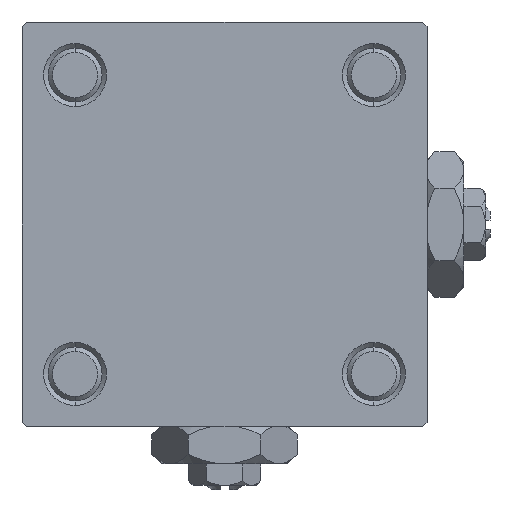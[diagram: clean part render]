
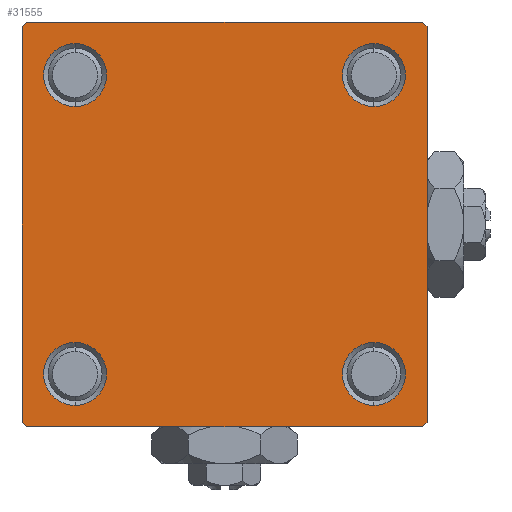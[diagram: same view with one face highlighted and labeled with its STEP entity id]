
A CAD part, left-side view. The second image highlights one B-rep face of the part: STEP entity #31555.
In plain terms, the highlighted planar face has unit normal (-1, 0, 0).
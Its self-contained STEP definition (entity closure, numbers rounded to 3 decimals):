
#48 = VERTEX_POINT ( 'NONE', #31589 ) ;
#329 = CIRCLE ( 'NONE', #37927, 3.5 ) ;
#345 = EDGE_LOOP ( 'NONE', ( #6614, #18483, #50136, #22654, #4804, #2659, #25973, #26604 ) ) ;
#639 = DIRECTION ( 'NONE',  ( 0., 0., 1. ) ) ;
#747 = CARTESIAN_POINT ( 'NONE',  ( 0., 22.5, -22. ) ) ;
#2349 = FACE_BOUND ( 'NONE', #16014, .T. ) ;
#2525 = CARTESIAN_POINT ( 'NONE',  ( 0., 22.5, -22.5 ) ) ;
#2659 = ORIENTED_EDGE ( 'NONE', *, *, #24882, .T. ) ;
#2784 = DIRECTION ( 'NONE',  ( 0., -1., 0. ) ) ;
#2878 = LINE ( 'NONE', #19118, #30667 ) ;
#3365 = CARTESIAN_POINT ( 'NONE',  ( 0., 16.6, -16.6 ) ) ;
#3543 = CARTESIAN_POINT ( 'NONE',  ( 0., -22., -22.5 ) ) ;
#4804 = ORIENTED_EDGE ( 'NONE', *, *, #20029, .F. ) ;
#5269 = EDGE_CURVE ( 'NONE', #21269, #7103, #46197, .T. ) ;
#5466 = DIRECTION ( 'NONE',  ( 1., 0., 0. ) ) ;
#5937 = VERTEX_POINT ( 'NONE', #30499 ) ;
#6202 = DIRECTION ( 'NONE',  ( 1., 0., 0. ) ) ;
#6392 = VERTEX_POINT ( 'NONE', #747 ) ;
#6537 = CARTESIAN_POINT ( 'NONE',  ( 0., 0., 0. ) ) ;
#6614 = ORIENTED_EDGE ( 'NONE', *, *, #37380, .T. ) ;
#6637 = CARTESIAN_POINT ( 'NONE',  ( 0., 22., -22.5 ) ) ;
#6769 = EDGE_LOOP ( 'NONE', ( #18563, #35430 ) ) ;
#7049 = DIRECTION ( 'NONE',  ( 1., 0., 0. ) ) ;
#7103 = VERTEX_POINT ( 'NONE', #26522 ) ;
#7563 = LINE ( 'NONE', #19614, #37196 ) ;
#7665 = EDGE_CURVE ( 'NONE', #15213, #12580, #30256, .T. ) ;
#7958 = CARTESIAN_POINT ( 'NONE',  ( 0., 16.6, 13.1 ) ) ;
#8846 = CIRCLE ( 'NONE', #15548, 3.5 ) ;
#9015 = DIRECTION ( 'NONE',  ( 1., 0., 0. ) ) ;
#9730 = CIRCLE ( 'NONE', #21427, 3.5 ) ;
#10166 = DIRECTION ( 'NONE',  ( 0., 0., 1. ) ) ;
#12033 = CIRCLE ( 'NONE', #30528, 3.5 ) ;
#12201 = CARTESIAN_POINT ( 'NONE',  ( 0., -16.6, -20.1 ) ) ;
#12580 = VERTEX_POINT ( 'NONE', #22418 ) ;
#12664 = LINE ( 'NONE', #20522, #14506 ) ;
#12703 = EDGE_CURVE ( 'NONE', #47293, #47895, #19266, .T. ) ;
#13185 = ORIENTED_EDGE ( 'NONE', *, *, #23788, .T. ) ;
#13859 = ORIENTED_EDGE ( 'NONE', *, *, #27900, .T. ) ;
#13887 = DIRECTION ( 'NONE',  ( -1., 0., 0. ) ) ;
#14261 = VERTEX_POINT ( 'NONE', #31841 ) ;
#14506 = VECTOR ( 'NONE', #33064, 1000. ) ;
#14795 = ORIENTED_EDGE ( 'NONE', *, *, #7665, .T. ) ;
#15213 = VERTEX_POINT ( 'NONE', #7958 ) ;
#15548 = AXIS2_PLACEMENT_3D ( 'NONE', #34736, #6202, #18267 ) ;
#15827 = EDGE_CURVE ( 'NONE', #47293, #5937, #7563, .T. ) ;
#16014 = EDGE_LOOP ( 'NONE', ( #22576, #14795 ) ) ;
#16329 = VECTOR ( 'NONE', #2784, 1000. ) ;
#16507 = LINE ( 'NONE', #24603, #43692 ) ;
#16721 = EDGE_CURVE ( 'NONE', #39642, #23939, #50458, .T. ) ;
#17273 = CARTESIAN_POINT ( 'NONE',  ( 0., -16.6, -16.6 ) ) ;
#17536 = CARTESIAN_POINT ( 'NONE',  ( 0., 16.6, -20.1 ) ) ;
#18267 = DIRECTION ( 'NONE',  ( 0., 0., 1. ) ) ;
#18430 = EDGE_CURVE ( 'NONE', #7103, #21269, #9730, .T. ) ;
#18483 = ORIENTED_EDGE ( 'NONE', *, *, #27240, .T. ) ;
#18563 = ORIENTED_EDGE ( 'NONE', *, *, #18430, .T. ) ;
#18881 = CARTESIAN_POINT ( 'NONE',  ( 0., -16.6, 13.1 ) ) ;
#19118 = CARTESIAN_POINT ( 'NONE',  ( 0., -22.25, -22.25 ) ) ;
#19266 = LINE ( 'NONE', #38643, #31261 ) ;
#19493 = EDGE_CURVE ( 'NONE', #23939, #22440, #2878, .T. ) ;
#19614 = CARTESIAN_POINT ( 'NONE',  ( 0., 22.5, 22.5 ) ) ;
#20029 = EDGE_CURVE ( 'NONE', #48, #22440, #38378, .T. ) ;
#20042 = CARTESIAN_POINT ( 'NONE',  ( 0., 16.6, 16.6 ) ) ;
#20522 = CARTESIAN_POINT ( 'NONE',  ( 0., 22.25, -22.25 ) ) ;
#20947 = DIRECTION ( 'NONE',  ( 0., 0., 1. ) ) ;
#20969 = DIRECTION ( 'NONE',  ( 0., 0., 1. ) ) ;
#21269 = VERTEX_POINT ( 'NONE', #18881 ) ;
#21427 = AXIS2_PLACEMENT_3D ( 'NONE', #30063, #46052, #10166 ) ;
#21512 = EDGE_CURVE ( 'NONE', #12580, #15213, #33087, .T. ) ;
#21555 = DIRECTION ( 'NONE',  ( 0., 0., -1. ) ) ;
#22418 = CARTESIAN_POINT ( 'NONE',  ( 0., 16.6, 20.1 ) ) ;
#22440 = VERTEX_POINT ( 'NONE', #47211 ) ;
#22576 = ORIENTED_EDGE ( 'NONE', *, *, #21512, .T. ) ;
#22654 = ORIENTED_EDGE ( 'NONE', *, *, #19493, .T. ) ;
#23788 = EDGE_CURVE ( 'NONE', #23910, #46565, #35668, .T. ) ;
#23895 = AXIS2_PLACEMENT_3D ( 'NONE', #40854, #40593, #37430 ) ;
#23910 = VERTEX_POINT ( 'NONE', #12201 ) ;
#23939 = VERTEX_POINT ( 'NONE', #3543 ) ;
#24603 = CARTESIAN_POINT ( 'NONE',  ( 0., -22.25, 22.25 ) ) ;
#24694 = ORIENTED_EDGE ( 'NONE', *, *, #37269, .T. ) ;
#24882 = EDGE_CURVE ( 'NONE', #48, #5937, #16507, .T. ) ;
#25973 = ORIENTED_EDGE ( 'NONE', *, *, #15827, .F. ) ;
#26180 = FACE_BOUND ( 'NONE', #39892, .T. ) ;
#26473 = AXIS2_PLACEMENT_3D ( 'NONE', #17273, #5466, #20947 ) ;
#26522 = CARTESIAN_POINT ( 'NONE',  ( 0., -16.6, 20.1 ) ) ;
#26604 = ORIENTED_EDGE ( 'NONE', *, *, #12703, .T. ) ;
#27240 = EDGE_CURVE ( 'NONE', #6392, #39642, #12664, .T. ) ;
#27560 = CARTESIAN_POINT ( 'NONE',  ( 0., 22., 22.5 ) ) ;
#27900 = EDGE_CURVE ( 'NONE', #46565, #23910, #329, .T. ) ;
#28819 = CARTESIAN_POINT ( 'NONE',  ( 0., -16.6, -16.6 ) ) ;
#29746 = EDGE_LOOP ( 'NONE', ( #24694, #40204 ) ) ;
#30063 = CARTESIAN_POINT ( 'NONE',  ( 0., -16.6, 16.6 ) ) ;
#30110 = DIRECTION ( 'NONE',  ( 0., 0., 1. ) ) ;
#30256 = CIRCLE ( 'NONE', #34394, 3.5 ) ;
#30499 = CARTESIAN_POINT ( 'NONE',  ( 0., -22., 22.5 ) ) ;
#30528 = AXIS2_PLACEMENT_3D ( 'NONE', #3365, #43437, #51574 ) ;
#30633 = CARTESIAN_POINT ( 'NONE',  ( 0., -16.6, 16.6 ) ) ;
#30667 = VECTOR ( 'NONE', #51076, 1000. ) ;
#30833 = CARTESIAN_POINT ( 'NONE',  ( 0., -16.6, -13.1 ) ) ;
#30888 = EDGE_CURVE ( 'NONE', #40154, #14261, #12033, .T. ) ;
#31261 = VECTOR ( 'NONE', #35229, 1000. ) ;
#31555 = ADVANCED_FACE ( 'NONE', ( #34284, #26180, #38479, #2349, #38227 ), #41636, .T. ) ;
#31589 = CARTESIAN_POINT ( 'NONE',  ( 0., -22.5, 22. ) ) ;
#31841 = CARTESIAN_POINT ( 'NONE',  ( 0., 16.6, -13.1 ) ) ;
#33064 = DIRECTION ( 'NONE',  ( 0., -0.707, -0.707 ) ) ;
#33087 = CIRCLE ( 'NONE', #23895, 3.5 ) ;
#34188 = DIRECTION ( 'NONE',  ( 0., 0., -1. ) ) ;
#34284 = FACE_BOUND ( 'NONE', #6769, .T. ) ;
#34394 = AXIS2_PLACEMENT_3D ( 'NONE', #20042, #9015, #639 ) ;
#34736 = CARTESIAN_POINT ( 'NONE',  ( 0., 16.6, -16.6 ) ) ;
#34840 = VECTOR ( 'NONE', #34188, 1000. ) ;
#35229 = DIRECTION ( 'NONE',  ( 0., 0.707, -0.707 ) ) ;
#35430 = ORIENTED_EDGE ( 'NONE', *, *, #5269, .T. ) ;
#35584 = DIRECTION ( 'NONE',  ( 0., -1., 0. ) ) ;
#35668 = CIRCLE ( 'NONE', #26473, 3.5 ) ;
#36394 = DIRECTION ( 'NONE',  ( 0., 0.707, 0.707 ) ) ;
#37196 = VECTOR ( 'NONE', #35584, 1000. ) ;
#37269 = EDGE_CURVE ( 'NONE', #14261, #40154, #8846, .T. ) ;
#37380 = EDGE_CURVE ( 'NONE', #47895, #6392, #38031, .T. ) ;
#37430 = DIRECTION ( 'NONE',  ( 0., 0., 1. ) ) ;
#37927 = AXIS2_PLACEMENT_3D ( 'NONE', #28819, #44801, #20969 ) ;
#38031 = LINE ( 'NONE', #45649, #49004 ) ;
#38227 = FACE_OUTER_BOUND ( 'NONE', #345, .T. ) ;
#38378 = LINE ( 'NONE', #50435, #34840 ) ;
#38479 = FACE_BOUND ( 'NONE', #29746, .T. ) ;
#38643 = CARTESIAN_POINT ( 'NONE',  ( 0., 22.25, 22.25 ) ) ;
#39642 = VERTEX_POINT ( 'NONE', #6637 ) ;
#39892 = EDGE_LOOP ( 'NONE', ( #13859, #13185 ) ) ;
#40154 = VERTEX_POINT ( 'NONE', #17536 ) ;
#40204 = ORIENTED_EDGE ( 'NONE', *, *, #30888, .T. ) ;
#40593 = DIRECTION ( 'NONE',  ( 1., 0., 0. ) ) ;
#40854 = CARTESIAN_POINT ( 'NONE',  ( 0., 16.6, 16.6 ) ) ;
#41636 = PLANE ( 'NONE',  #44736 ) ;
#41896 = DIRECTION ( 'NONE',  ( 0., 0., 1. ) ) ;
#43437 = DIRECTION ( 'NONE',  ( 1., 0., 0. ) ) ;
#43692 = VECTOR ( 'NONE', #36394, 1000. ) ;
#44736 = AXIS2_PLACEMENT_3D ( 'NONE', #6537, #13887, #41896 ) ;
#44801 = DIRECTION ( 'NONE',  ( 1., 0., 0. ) ) ;
#45649 = CARTESIAN_POINT ( 'NONE',  ( 0., 22.5, 22.5 ) ) ;
#46052 = DIRECTION ( 'NONE',  ( 1., 0., 0. ) ) ;
#46197 = CIRCLE ( 'NONE', #51205, 3.5 ) ;
#46565 = VERTEX_POINT ( 'NONE', #30833 ) ;
#47211 = CARTESIAN_POINT ( 'NONE',  ( 0., -22.5, -22. ) ) ;
#47293 = VERTEX_POINT ( 'NONE', #27560 ) ;
#47895 = VERTEX_POINT ( 'NONE', #48108 ) ;
#48108 = CARTESIAN_POINT ( 'NONE',  ( 0., 22.5, 22. ) ) ;
#49004 = VECTOR ( 'NONE', #21555, 1000. ) ;
#50136 = ORIENTED_EDGE ( 'NONE', *, *, #16721, .T. ) ;
#50435 = CARTESIAN_POINT ( 'NONE',  ( 0., -22.5, 22.5 ) ) ;
#50458 = LINE ( 'NONE', #2525, #16329 ) ;
#51076 = DIRECTION ( 'NONE',  ( 0., -0.707, 0.707 ) ) ;
#51205 = AXIS2_PLACEMENT_3D ( 'NONE', #30633, #7049, #30110 ) ;
#51574 = DIRECTION ( 'NONE',  ( 0., 0., 1. ) ) ;
